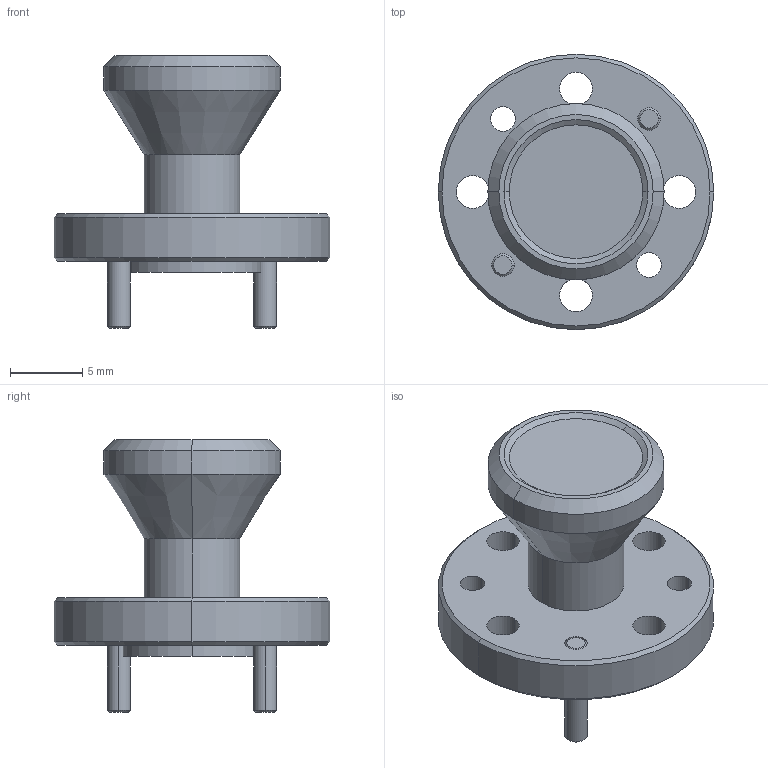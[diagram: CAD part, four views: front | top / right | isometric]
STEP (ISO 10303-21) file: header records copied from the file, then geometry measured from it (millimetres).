
FILE_DESCRIPTION (( 'STEP AP203' ), '1' );
FILE_NAME ('SAF-6039031340-141-S1-2.STEP', '2021-06-03T16:49:27', ( '' ), ( '' ), 'SwSTEP 2.0', 'SolidWorks 2021', '' );
FILE_SCHEMA (( 'CONFIG_CONTROL_DESIGN' ));
Length unit declared in the file: inch
Products named in the file (1): SAF-6039031340-141-S1-2
Bounding box: 19.05 x 19.05 x 18.86 mm (x, y, z)
Volume: 1637.8 mm3; surface area: 1317.9 mm2
Topology: 1 solids, 1 shells, 78 faces, 166 edges, 102 vertices
Faces by surface type: cylinder 38, cone 26, plane 14
Entity records: 2227 total; most frequent: DIRECTION 426, CARTESIAN_POINT 347, ORIENTED_EDGE 332, AXIS2_PLACEMENT_3D 181, EDGE_CURVE 166, VERTEX_POINT 102, CIRCLE 102, EDGE_LOOP 102
